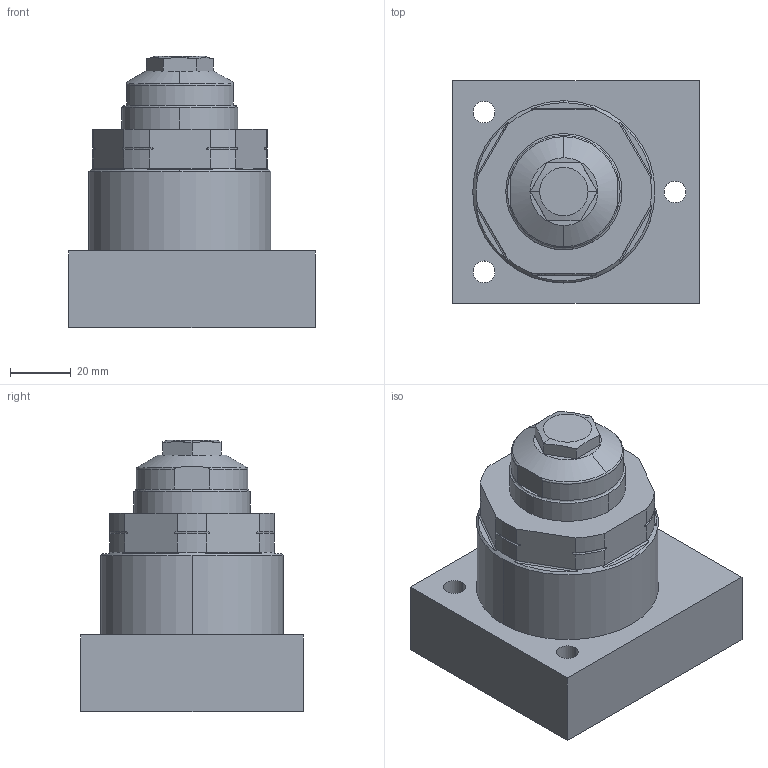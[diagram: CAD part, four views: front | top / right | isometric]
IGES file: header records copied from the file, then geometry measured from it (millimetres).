
Start section:  PTC IGES file: ilcm41007005.igs
Global section: file name: ilcm41007005.igs; native system: Pro/ENGINEER by Parametric Technology Corporation; preprocessor: 2007460; author: jdw; organization: Unknown; date: 20121019.095333; units: millimetre
Bounding box: 80.95 x 73.03 x 88.98 mm (x, y, z)
Surface area: 31810.1 mm2 (no closed solid volume)
Topology: 0 solids, 0 shells, 100 faces, 494 edges, 494 vertices
Faces by surface type: revolution 63, bspline 37
